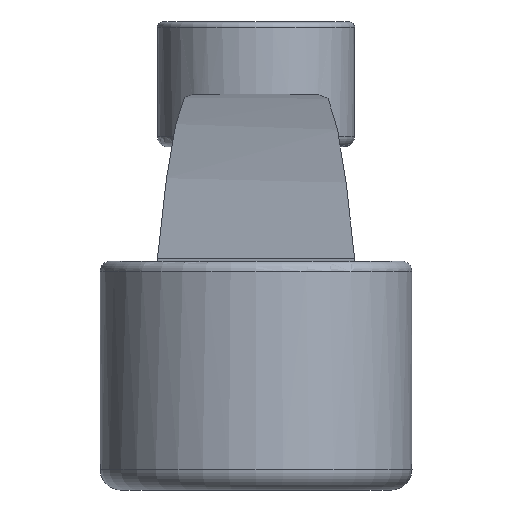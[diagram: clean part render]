
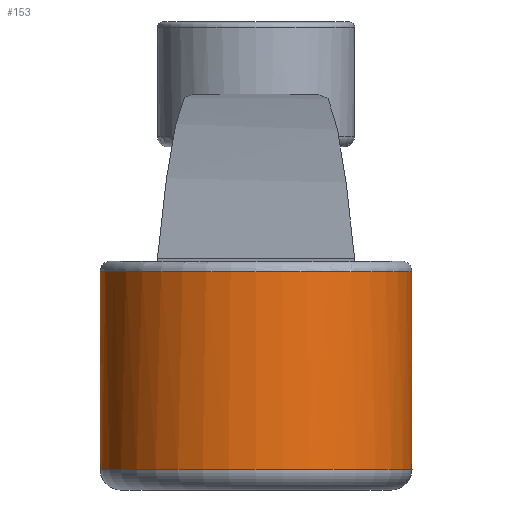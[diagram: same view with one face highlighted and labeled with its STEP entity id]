
A CAD part, left-side view. The second image highlights one B-rep face of the part: STEP entity #153.
In plain terms, the highlighted cylindrical face has radius 15 mm (diameter 30 mm), a full revolution.
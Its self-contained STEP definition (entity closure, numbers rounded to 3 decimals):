
#102=CYLINDRICAL_SURFACE('',#717,15.);
#138=B_SPLINE_CURVE_WITH_KNOTS('',3,(#1094,#1095,#1096,#1097,#1098,#1099,
#1100,#1101,#1102,#1103,#1104,#1105,#1106,#1107,#1108,#1109),.UNSPECIFIED.,
.F.,.F.,(4,3,3,3,3,4),(0.,0.115,0.228,0.397,
0.66,1.),.UNSPECIFIED.);
#139=B_SPLINE_CURVE_WITH_KNOTS('',3,(#1115,#1116,#1117,#1118,#1119,#1120,
#1121,#1122,#1123,#1124,#1125,#1126,#1127,#1128,#1129,#1130),.UNSPECIFIED.,
.F.,.F.,(4,3,3,3,3,4),(0.,0.475,0.647,0.821,
0.928,1.),.UNSPECIFIED.);
#153=ADVANCED_FACE('',(#202,#203),#102,.T.);
#202=FACE_BOUND('',#256,.T.);
#203=FACE_BOUND('',#257,.T.);
#256=EDGE_LOOP('',(#409,#410,#411,#412,#413,#414,#415));
#257=EDGE_LOOP('',(#416));
#309=LINE('',#1092,#350);
#310=LINE('',#1132,#351);
#350=VECTOR('',#811,1.);
#351=VECTOR('',#816,1.);
#409=ORIENTED_EDGE('',*,*,#632,.F.);
#410=ORIENTED_EDGE('',*,*,#633,.T.);
#411=ORIENTED_EDGE('',*,*,#634,.T.);
#412=ORIENTED_EDGE('',*,*,#635,.T.);
#413=ORIENTED_EDGE('',*,*,#636,.T.);
#414=ORIENTED_EDGE('',*,*,#637,.T.);
#415=ORIENTED_EDGE('',*,*,#628,.T.);
#416=ORIENTED_EDGE('',*,*,#638,.T.);
#568=VERTEX_POINT('',#1050);
#569=VERTEX_POINT('',#1067);
#573=VERTEX_POINT('',#1093);
#574=VERTEX_POINT('',#1110);
#575=VERTEX_POINT('',#1112);
#576=VERTEX_POINT('',#1114);
#577=VERTEX_POINT('',#1131);
#578=VERTEX_POINT('',#1134);
#628=EDGE_CURVE('',#568,#569,#690,.T.);
#632=EDGE_CURVE('',#573,#569,#309,.T.);
#633=EDGE_CURVE('',#573,#574,#138,.T.);
#634=EDGE_CURVE('',#574,#575,#691,.T.);
#635=EDGE_CURVE('',#575,#576,#692,.T.);
#636=EDGE_CURVE('',#576,#577,#139,.T.);
#637=EDGE_CURVE('',#577,#568,#310,.T.);
#638=EDGE_CURVE('',#578,#578,#693,.T.);
#690=CIRCLE('',#710,15.);
#691=CIRCLE('',#714,15.);
#692=CIRCLE('',#715,15.);
#693=CIRCLE('',#716,15.);
#710=AXIS2_PLACEMENT_3D('',#1068,#802,#803);
#714=AXIS2_PLACEMENT_3D('',#1111,#812,#813);
#715=AXIS2_PLACEMENT_3D('',#1113,#814,#815);
#716=AXIS2_PLACEMENT_3D('',#1133,#817,#818);
#717=AXIS2_PLACEMENT_3D('',#1135,#819,#820);
#802=DIRECTION('',(0.,0.,-1.));
#803=DIRECTION('',(-1.,0.,0.));
#811=DIRECTION('',(0.,0.,1.));
#812=DIRECTION('',(0.,0.,-1.));
#813=DIRECTION('',(1.,0.,0.));
#814=DIRECTION('',(0.,0.,-1.));
#815=DIRECTION('',(1.,0.,0.));
#816=DIRECTION('',(0.,0.,1.));
#817=DIRECTION('',(0.,0.,1.));
#818=DIRECTION('',(-1.,0.,0.));
#819=DIRECTION('',(0.,0.,-1.));
#820=DIRECTION('',(-1.,0.,0.));
#1050=CARTESIAN_POINT('',(97.732,154.705,-1.));
#1067=CARTESIAN_POINT('',(97.732,173.705,-1.));
#1068=CARTESIAN_POINT('',(86.124,164.205,-1.));
#1092=CARTESIAN_POINT('',(97.732,173.705,-231.));
#1093=CARTESIAN_POINT('',(97.732,173.705,-5.5));
#1094=CARTESIAN_POINT('',(97.732,173.705,-5.5));
#1095=CARTESIAN_POINT('',(97.732,173.705,-5.583));
#1096=CARTESIAN_POINT('',(97.743,173.692,-5.667));
#1097=CARTESIAN_POINT('',(97.762,173.668,-5.743));
#1098=CARTESIAN_POINT('',(97.781,173.645,-5.82));
#1099=CARTESIAN_POINT('',(97.809,173.611,-5.891));
#1100=CARTESIAN_POINT('',(97.841,173.57,-5.955));
#1101=CARTESIAN_POINT('',(97.889,173.51,-6.049));
#1102=CARTESIAN_POINT('',(97.948,173.435,-6.128));
#1103=CARTESIAN_POINT('',(98.011,173.354,-6.193));
#1104=CARTESIAN_POINT('',(98.109,173.227,-6.295));
#1105=CARTESIAN_POINT('',(98.217,173.082,-6.365));
#1106=CARTESIAN_POINT('',(98.323,172.933,-6.413));
#1107=CARTESIAN_POINT('',(98.461,172.741,-6.474));
#1108=CARTESIAN_POINT('',(98.6,172.536,-6.5));
#1109=CARTESIAN_POINT('',(98.732,172.331,-6.5));
#1110=CARTESIAN_POINT('',(98.732,172.331,-6.5));
#1111=CARTESIAN_POINT('',(86.124,164.205,-6.5));
#1112=CARTESIAN_POINT('',(101.124,164.205,-6.5));
#1113=CARTESIAN_POINT('',(86.124,164.205,-6.5));
#1114=CARTESIAN_POINT('',(98.732,156.079,-6.5));
#1115=CARTESIAN_POINT('',(98.732,156.079,-6.5));
#1116=CARTESIAN_POINT('',(98.549,155.795,-6.5));
#1117=CARTESIAN_POINT('',(98.35,155.509,-6.451));
#1118=CARTESIAN_POINT('',(98.163,155.258,-6.323));
#1119=CARTESIAN_POINT('',(98.094,155.166,-6.275));
#1120=CARTESIAN_POINT('',(98.027,155.077,-6.216));
#1121=CARTESIAN_POINT('',(97.965,154.998,-6.142));
#1122=CARTESIAN_POINT('',(97.903,154.918,-6.068));
#1123=CARTESIAN_POINT('',(97.845,154.845,-5.976));
#1124=CARTESIAN_POINT('',(97.803,154.793,-5.87));
#1125=CARTESIAN_POINT('',(97.777,154.76,-5.804));
#1126=CARTESIAN_POINT('',(97.756,154.735,-5.732));
#1127=CARTESIAN_POINT('',(97.744,154.72,-5.656));
#1128=CARTESIAN_POINT('',(97.736,154.71,-5.605));
#1129=CARTESIAN_POINT('',(97.732,154.705,-5.553));
#1130=CARTESIAN_POINT('',(97.732,154.705,-5.5));
#1131=CARTESIAN_POINT('',(97.732,154.705,-5.5));
#1132=CARTESIAN_POINT('',(97.732,154.705,-231.));
#1133=CARTESIAN_POINT('',(86.124,164.205,-20.));
#1134=CARTESIAN_POINT('',(71.124,164.205,-20.));
#1135=CARTESIAN_POINT('',(86.124,164.205,0.));
